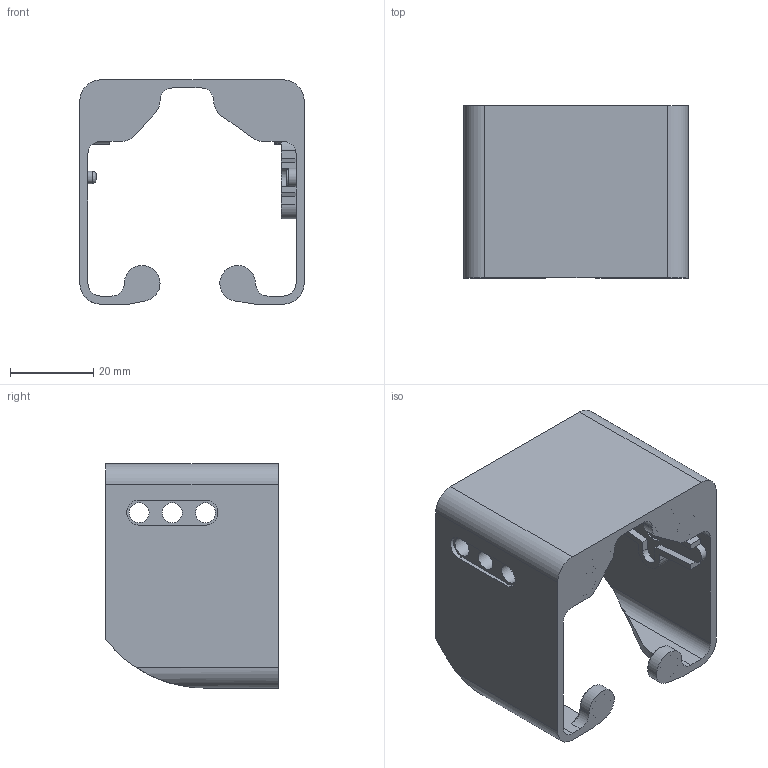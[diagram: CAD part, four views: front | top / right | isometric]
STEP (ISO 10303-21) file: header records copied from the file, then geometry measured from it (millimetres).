
FILE_DESCRIPTION(/* description */ (''),/* implementation_level */ '2;1');
FILE_NAME(/* name */ 'shell_SG90_Core2_AWS v11.step',/* time_stamp */ '2023-05-15T20:27:26+09:00',/* author */ (''),/* organization */ (''),/* preprocessor_version */ 'ST-DEVELOPER v19.2',/* originating_system */ 'Autodesk Translation Framework v12.4.0.73',/* authorisation */ '');
FILE_SCHEMA (('AUTOMOTIVE_DESIGN { 1 0 10303 214 3 1 1 }'));
Length unit declared in the file: millimetre
Products named in the file (1): shell_SG90_Core2_AWS
Bounding box: 54 x 41.5 x 54 mm (x, y, z)
Volume: 15682.3 mm3; surface area: 17042.9 mm2
Topology: 1 solids, 1 shells, 399 faces, 1097 edges, 723 vertices
Faces by surface type: bspline 162, plane 161, cylinder 55, cone 20, torus 1
Full cylindrical faces by diameter (mm): 2 x1, 3 x1, 3.8 x1, 4.8 x6, 5 x1, 5.6 x1, 6.2 x6
Entity records: 14854 total; most frequent: CARTESIAN_POINT 5739, ORIENTED_EDGE 2194, DIRECTION 1347, EDGE_CURVE 1097, VERTEX_POINT 723, LINE 599, VECTOR 599, EDGE_LOOP 436
